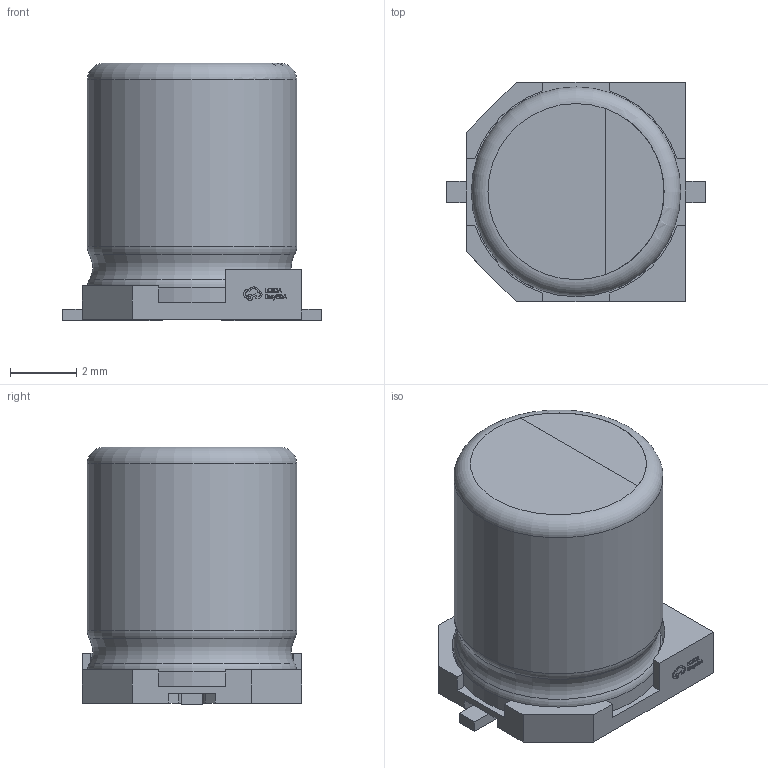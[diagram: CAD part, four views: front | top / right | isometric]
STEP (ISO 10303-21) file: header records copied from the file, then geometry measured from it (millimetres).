
FILE_DESCRIPTION(/* description */ (''),/* implementation_level */ '2;1');
FILE_NAME(/* name */ 'CAP-SMD_BD6.3-L6.6-W6.6-FD.step',/* time_stamp */ '2023-06-13T19:42:21+08:00',/* author */ (''),/* organization */ (''),/* preprocessor_version */ 'ST-DEVELOPER v19.2',/* originating_system */ 'Autodesk Translation Framework v12.6.0.85',/* authorisation */ '');
FILE_SCHEMA (('AUTOMOTIVE_DESIGN { 1 0 10303 214 3 1 1 }'));
Length unit declared in the file: millimetre
Products named in the file (4): (未保存); C1; CAP-SMD_BD6.3-L6.6-W6.6-FD; SOLID
Assembly tree (3 placements, depth 4):
  (未保存)
    C1
      CAP-SMD_BD6.3-L6.6-W6.6-FD
        SOLID
Bounding box: 7.8 x 6.6 x 7.75 mm (x, y, z)
Volume: 248.5 mm3; surface area: 266.8 mm2
Topology: 1 solids, 1 shells, 286 faces, 772 edges, 512 vertices
Faces by surface type: plane 171, bspline 98, cylinder 13, torus 4
Full cylindrical faces by diameter (mm): 0.6 x4, 6.3 x2
Entity records: 9824 total; most frequent: CARTESIAN_POINT 2601, ORIENTED_EDGE 1544, DIRECTION 1183, EDGE_CURVE 772, LINE 539, VECTOR 539, VERTEX_POINT 512, AXIS2_PLACEMENT_3D 322
